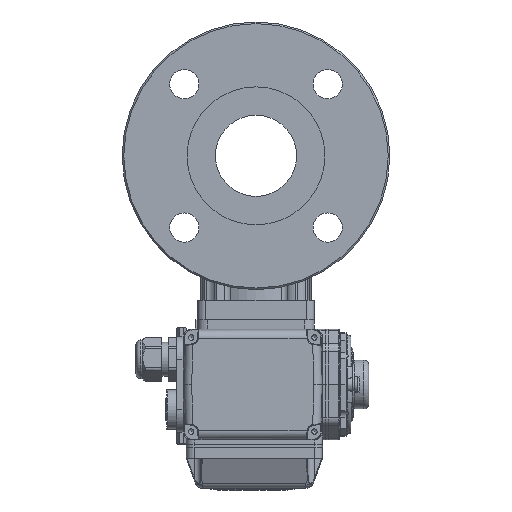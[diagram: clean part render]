
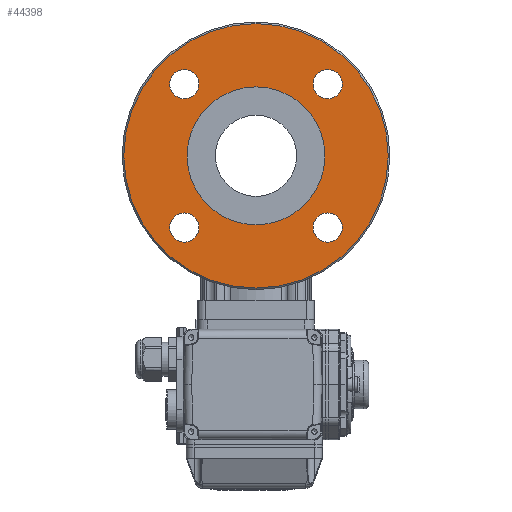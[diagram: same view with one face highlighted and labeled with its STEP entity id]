
A CAD part, front view. The second image highlights one B-rep face of the part: STEP entity #44398.
In plain terms, the highlighted planar face has unit normal (0, -1, 0).
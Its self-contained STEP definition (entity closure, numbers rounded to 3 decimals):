
#9720=CIRCLE('',#51468,42.5);
#9724=CIRCLE('',#51475,81.5);
#9725=CIRCLE('',#51476,9.);
#9726=CIRCLE('',#51477,9.);
#9727=CIRCLE('',#51478,9.);
#9728=CIRCLE('',#51479,9.);
#10715=PLANE('',#51474);
#23213=ORIENTED_EDGE('',*,*,#29709,.T.);
#23214=ORIENTED_EDGE('',*,*,#29705,.T.);
#23215=ORIENTED_EDGE('',*,*,#29710,.F.);
#23216=ORIENTED_EDGE('',*,*,#29711,.F.);
#23217=ORIENTED_EDGE('',*,*,#29712,.F.);
#23218=ORIENTED_EDGE('',*,*,#29713,.F.);
#29705=EDGE_CURVE('',#33872,#33872,#9720,.T.);
#29709=EDGE_CURVE('',#33876,#33876,#9724,.T.);
#29710=EDGE_CURVE('',#33877,#33877,#9725,.T.);
#29711=EDGE_CURVE('',#33878,#33878,#9726,.T.);
#29712=EDGE_CURVE('',#33879,#33879,#9727,.T.);
#29713=EDGE_CURVE('',#33880,#33880,#9728,.T.);
#33872=VERTEX_POINT('',#88634);
#33876=VERTEX_POINT('',#88645);
#33877=VERTEX_POINT('',#88647);
#33878=VERTEX_POINT('',#88649);
#33879=VERTEX_POINT('',#88651);
#33880=VERTEX_POINT('',#88653);
#37640=EDGE_LOOP('',(#23213));
#37641=EDGE_LOOP('',(#23214));
#37642=EDGE_LOOP('',(#23215));
#37643=EDGE_LOOP('',(#23216));
#37644=EDGE_LOOP('',(#23217));
#37645=EDGE_LOOP('',(#23218));
#40749=FACE_BOUND('',#37640,.T.);
#40750=FACE_BOUND('',#37641,.T.);
#40751=FACE_BOUND('',#37642,.T.);
#40752=FACE_BOUND('',#37643,.T.);
#40753=FACE_BOUND('',#37644,.T.);
#40754=FACE_BOUND('',#37645,.T.);
#44398=ADVANCED_FACE('',(#40749,#40750,#40751,#40752,#40753,#40754),#10715,
 .T.);
#51468=AXIS2_PLACEMENT_3D('',#88633,#64232,#64233);
#51474=AXIS2_PLACEMENT_3D('',#88643,#64244,#64245);
#51475=AXIS2_PLACEMENT_3D('',#88644,#64246,#64247);
#51476=AXIS2_PLACEMENT_3D('',#88646,#64248,#64249);
#51477=AXIS2_PLACEMENT_3D('',#88648,#64250,#64251);
#51478=AXIS2_PLACEMENT_3D('',#88650,#64252,#64253);
#51479=AXIS2_PLACEMENT_3D('',#88652,#64254,#64255);
#64232=DIRECTION('',(0.,1.,0.));
#64233=DIRECTION('',(1.,0.,0.));
#64244=DIRECTION('',(0.,-1.,0.));
#64245=DIRECTION('',(0.,0.,-1.));
#64246=DIRECTION('',(0.,-1.,0.));
#64247=DIRECTION('',(0.,0.,-1.));
#64248=DIRECTION('',(0.,-1.,0.));
#64249=DIRECTION('',(-1.,0.,0.));
#64250=DIRECTION('',(0.,-1.,0.));
#64251=DIRECTION('',(-1.,0.,0.));
#64252=DIRECTION('',(0.,-1.,0.));
#64253=DIRECTION('',(-1.,0.,0.));
#64254=DIRECTION('',(0.,-1.,0.));
#64255=DIRECTION('',(-1.,0.,0.));
#88633=CARTESIAN_POINT('',(0.,-73.,0.));
#88634=CARTESIAN_POINT('',(42.5,-73.,0.));
#88643=CARTESIAN_POINT('',(0.,-73.,0.));
#88644=CARTESIAN_POINT('',(0.,-73.,0.));
#88645=CARTESIAN_POINT('',(0.,-73.,-81.5));
#88646=CARTESIAN_POINT('',(44.194,-73.,44.194));
#88647=CARTESIAN_POINT('',(35.194,-73.,44.194));
#88648=CARTESIAN_POINT('',(-44.194,-73.,44.194));
#88649=CARTESIAN_POINT('',(-53.194,-73.,44.194));
#88650=CARTESIAN_POINT('',(-44.194,-73.,-44.194));
#88651=CARTESIAN_POINT('',(-53.194,-73.,-44.194));
#88652=CARTESIAN_POINT('',(44.194,-73.,-44.194));
#88653=CARTESIAN_POINT('',(35.194,-73.,-44.194));
